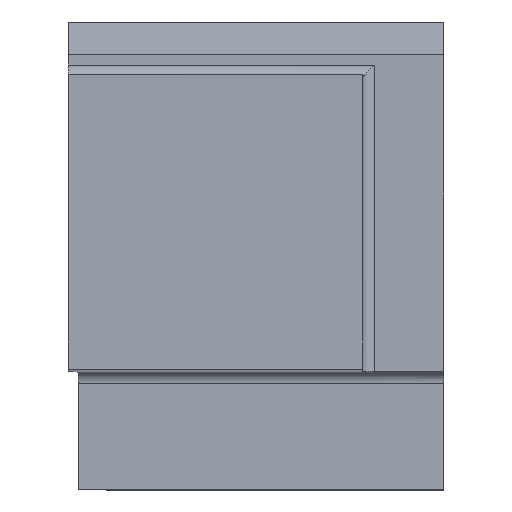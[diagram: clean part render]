
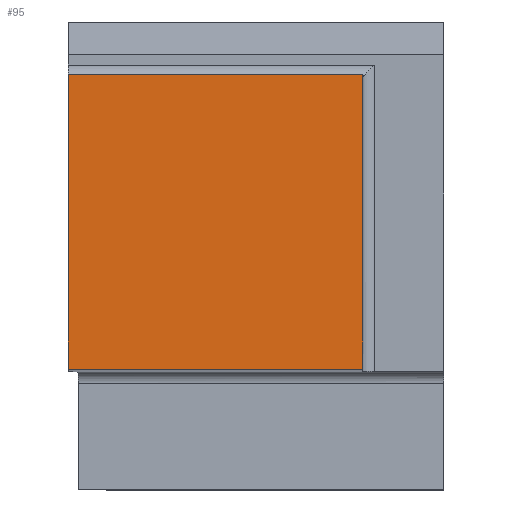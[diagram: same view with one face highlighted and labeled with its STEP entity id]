
A CAD part, top view. The second image highlights one B-rep face of the part: STEP entity #95.
In plain terms, the highlighted planar face has unit normal (0, 0, 1).
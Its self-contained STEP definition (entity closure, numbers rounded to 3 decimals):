
#95=ADVANCED_FACE('',(#161),#120,.F.);
#120=PLANE('',#924);
#161=FACE_OUTER_BOUND('',#202,.T.);
#202=EDGE_LOOP('',(#449,#450,#451,#452));
#449=ORIENTED_EDGE('',*,*,#636,.F.);
#450=ORIENTED_EDGE('',*,*,#651,.T.);
#451=ORIENTED_EDGE('',*,*,#650,.T.);
#452=ORIENTED_EDGE('',*,*,#638,.T.);
#528=VERTEX_POINT('',#1384);
#529=VERTEX_POINT('',#1386);
#530=VERTEX_POINT('',#1390);
#536=VERTEX_POINT('',#1431);
#636=EDGE_CURVE('',#528,#529,#721,.T.);
#638=EDGE_CURVE('',#530,#529,#723,.T.);
#650=EDGE_CURVE('',#536,#530,#733,.T.);
#651=EDGE_CURVE('',#528,#536,#734,.T.);
#721=LINE('',#1385,#804);
#723=LINE('',#1389,#806);
#733=LINE('',#1432,#816);
#734=LINE('',#1434,#817);
#804=VECTOR('',#1124,1.);
#806=VECTOR('',#1128,1.);
#816=VECTOR('',#1150,1.);
#817=VECTOR('',#1153,1.);
#924=AXIS2_PLACEMENT_3D('',#1435,#1154,#1155);
#1124=DIRECTION('',(-1.,0.,0.));
#1128=DIRECTION('',(0.,-1.,0.));
#1150=DIRECTION('',(-1.,0.,0.));
#1153=DIRECTION('',(0.,1.,0.));
#1154=DIRECTION('',(0.,0.,-1.));
#1155=DIRECTION('',(1.,0.,0.));
#1384=CARTESIAN_POINT('',(20.,0.,0.));
#1385=CARTESIAN_POINT('',(20.,0.,0.));
#1386=CARTESIAN_POINT('',(0.,0.,0.));
#1389=CARTESIAN_POINT('',(0.,20.,0.));
#1390=CARTESIAN_POINT('',(0.,20.,0.));
#1431=CARTESIAN_POINT('',(20.,20.,0.));
#1432=CARTESIAN_POINT('',(20.,20.,0.));
#1434=CARTESIAN_POINT('',(20.,0.,0.));
#1435=CARTESIAN_POINT('',(24.275,20.,0.));
